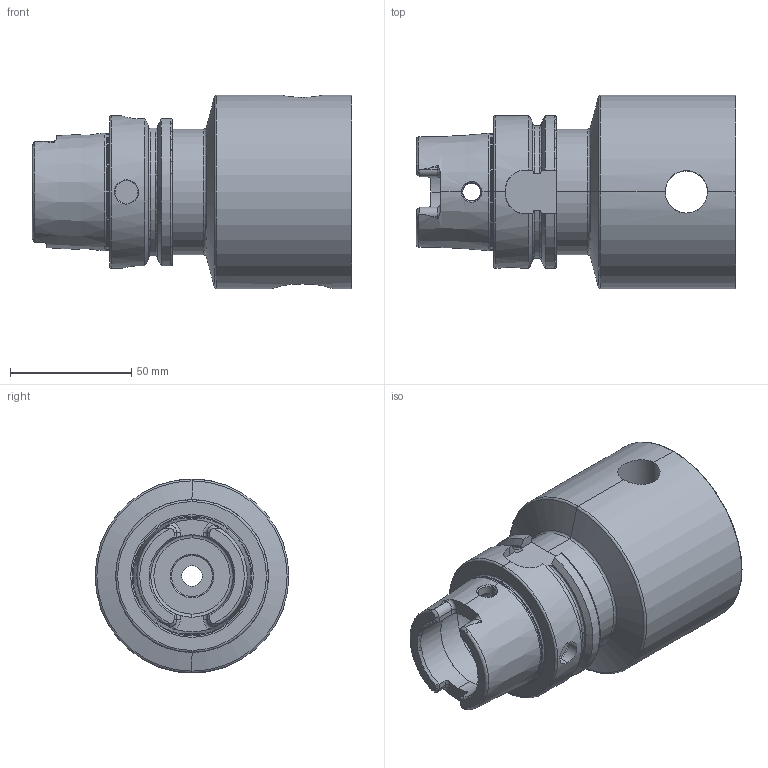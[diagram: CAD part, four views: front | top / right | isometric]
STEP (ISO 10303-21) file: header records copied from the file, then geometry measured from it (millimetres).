
FILE_DESCRIPTION (( 'STEP AP214' ), '1' );
FILE_NAME ('HA6.AS8.K01.100.STEP', '2024-03-14T15:47:03', ( '' ), ( '' ), 'SwSTEP 2.0', 'SolidWorks 2022', '' );
FILE_SCHEMA (( 'AUTOMOTIVE_DESIGN' ));
Length unit declared in the file: millimetre
Products named in the file (1): HA6.AS8.K01.100
Bounding box: 131.9 x 80 x 80 mm (x, y, z)
Volume: 317728.9 mm3; surface area: 52970.8 mm2
Topology: 1 solids, 1 shells, 200 faces, 525 edges, 323 vertices
Faces by surface type: cylinder 60, plane 47, torus 41, cone 40, bspline 12
Entity records: 9119 total; most frequent: CARTESIAN_POINT 3109, ORIENTED_EDGE 1046, DIRECTION 945, EDGE_CURVE 523, AXIS2_PLACEMENT_3D 390, VERTEX_POINT 323, EDGE_LOOP 208, CIRCLE 201
